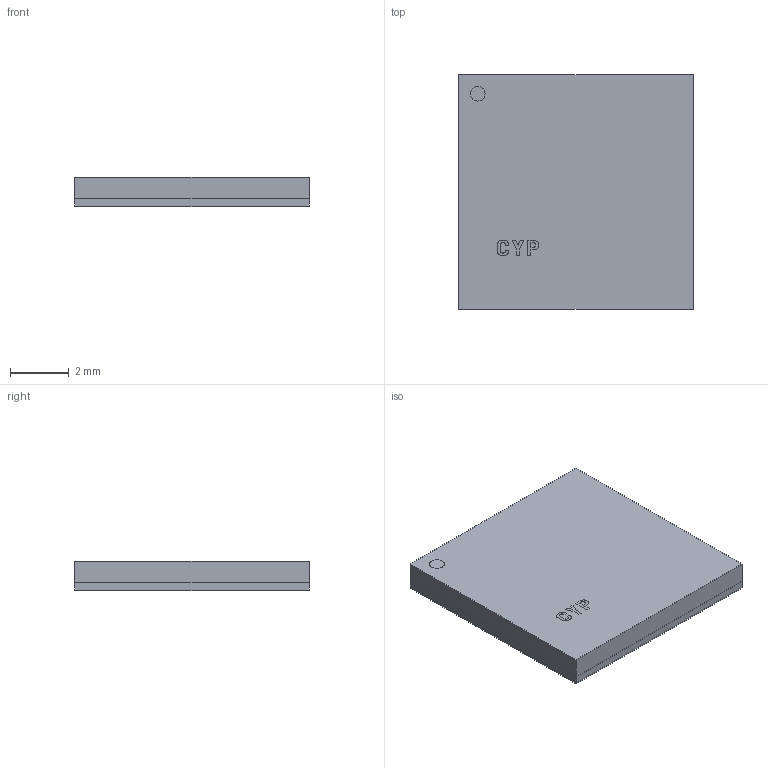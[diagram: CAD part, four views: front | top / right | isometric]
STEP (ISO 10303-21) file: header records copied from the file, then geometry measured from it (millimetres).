
FILE_DESCRIPTION(/* description */ (''),/* implementation_level */ '2;1');
FILE_NAME(/* name */ 'PG-VFLGA-104-1_002-39859_V0A_3D.stp',/* time_stamp */ '2024-10-30T17:48:33+05:30',/* author */ ('sivamani'),/* organization */ (''),/* preprocessor_version */ 'ST-DEVELOPER v19.2',/* originating_system */ 'AutoCAD Mechanical',/* authorisation */ '');
FILE_SCHEMA (('AUTOMOTIVE_DESIGN { 1 0 10303 214 3 1 1 }'));
Length unit declared in the file: millimetre
Products named in the file (1): Product
Bounding box: 8 x 8 x 1 mm (x, y, z)
Volume: 63.9 mm3; surface area: 421 mm2
Topology: 120 solids, 120 shells, 1195 faces, 2862 edges, 1908 vertices
Faces by surface type: plane 974, cylinder 210, bspline 11
Full cylindrical faces by diameter (mm): 0.5 x2
Entity records: 34754 total; most frequent: CARTESIAN_POINT 6193, ORIENTED_EDGE 5724, DIRECTION 5606, EDGE_CURVE 2862, LINE 2396, VECTOR 2396, VERTEX_POINT 1908, AXIS2_PLACEMENT_3D 1605
